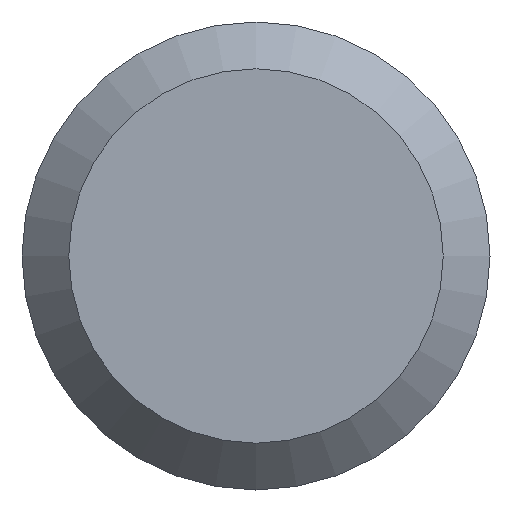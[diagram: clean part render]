
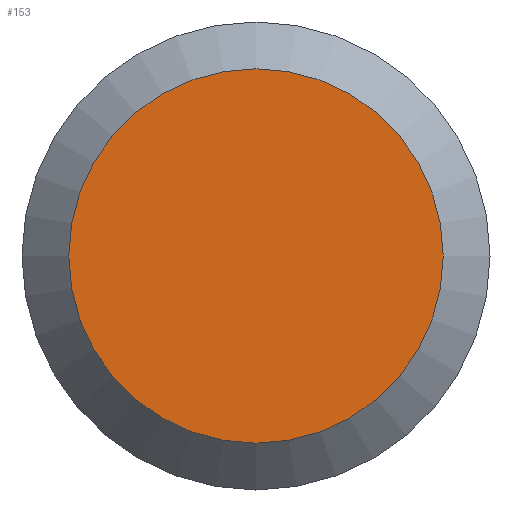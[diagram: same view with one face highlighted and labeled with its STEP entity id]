
A CAD part, left-side view. The second image highlights one B-rep face of the part: STEP entity #153.
In plain terms, the highlighted planar face has unit normal (-1, 0, 0).
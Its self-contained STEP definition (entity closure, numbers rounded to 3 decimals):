
#27 = CIRCLE ( 'NONE', #168, 4.48 ) ;
#81 = CARTESIAN_POINT ( 'NONE',  ( 0., 0., 0. ) ) ;
#90 = EDGE_CURVE ( 'NONE', #131, #131, #27, .T. ) ;
#96 = EDGE_LOOP ( 'NONE', ( #185 ) ) ;
#115 = FACE_OUTER_BOUND ( 'NONE', #96, .T. ) ;
#131 = VERTEX_POINT ( 'NONE', #198 ) ;
#145 = CARTESIAN_POINT ( 'NONE',  ( 0., 5.6, 0. ) ) ;
#153 = ADVANCED_FACE ( 'NONE', ( #115 ), #159, .F. ) ;
#159 = PLANE ( 'NONE',  #204 ) ;
#168 = AXIS2_PLACEMENT_3D ( 'NONE', #81, #194, #207 ) ;
#177 = DIRECTION ( 'NONE',  ( 1., 0., 0. ) ) ;
#185 = ORIENTED_EDGE ( 'NONE', *, *, #90, .T. ) ;
#194 = DIRECTION ( 'NONE',  ( -1., 0., 0. ) ) ;
#197 = DIRECTION ( 'NONE',  ( 0., 0., -1. ) ) ;
#198 = CARTESIAN_POINT ( 'NONE',  ( 0., 0., -4.48 ) ) ;
#204 = AXIS2_PLACEMENT_3D ( 'NONE', #145, #177, #197 ) ;
#207 = DIRECTION ( 'NONE',  ( 0., 0., -1. ) ) ;
